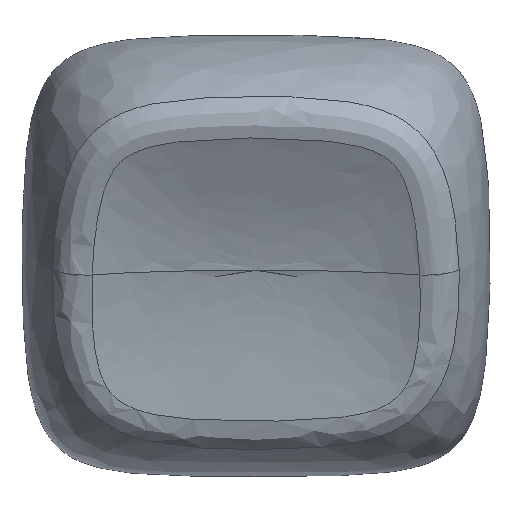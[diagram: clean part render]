
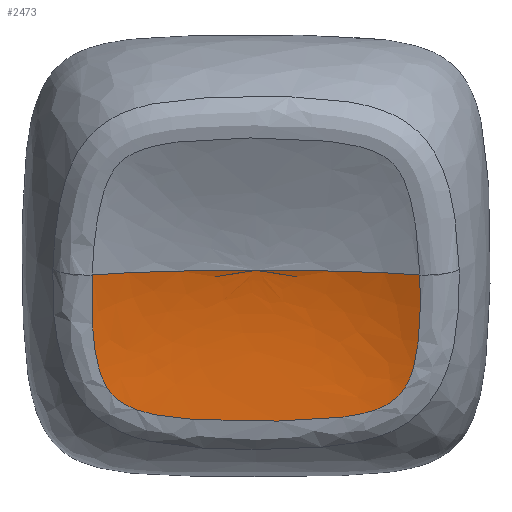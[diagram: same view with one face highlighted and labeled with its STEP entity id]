
A CAD part, top view. The second image highlights one B-rep face of the part: STEP entity #2473.
In plain terms, the highlighted free-form (B-spline) face has degree [3, 3] with [10, 5] control points.
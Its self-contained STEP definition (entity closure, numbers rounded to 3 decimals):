
#15=(
BOUNDED_CURVE()
B_SPLINE_CURVE(5,(#10933,#10934,#10935,#10936,#10937,#10938,#10939,#10940,
#10941),.UNSPECIFIED.,.F.,.F.)
B_SPLINE_CURVE_WITH_KNOTS((6,1,1,1,6),(0.221,0.4,0.6,0.8,1.),
 .UNSPECIFIED.)
CURVE()
GEOMETRIC_REPRESENTATION_ITEM()
RATIONAL_B_SPLINE_CURVE((1.,1.,1.,1.,1.,1.,1.,1.,1.))
REPRESENTATION_ITEM('')
);
#16=(
BOUNDED_CURVE()
B_SPLINE_CURVE(5,(#10942,#10943,#10944,#10945,#10946,#10947,#10948,#10949,
#10950),.UNSPECIFIED.,.F.,.F.)
B_SPLINE_CURVE_WITH_KNOTS((6,1,1,1,6),(0.221,0.4,0.6,0.8,1.),
 .UNSPECIFIED.)
CURVE()
GEOMETRIC_REPRESENTATION_ITEM()
RATIONAL_B_SPLINE_CURVE((1.,1.,1.,1.,1.,1.,1.,1.,1.))
REPRESENTATION_ITEM('')
);
#290=FACE_OUTER_BOUND('',#433,.T.);
#433=EDGE_LOOP('',(#2214,#2215,#2216));
#776=B_SPLINE_CURVE_WITH_KNOTS('',3,(#10424,#10425,#10426,#10427,#10428,
#10429,#10430,#10431,#10432,#10433,#10434,#10435,#10436,#10437,#10438,#10439,
#10440,#10441,#10442,#10443,#10444,#10445,#10446),.UNSPECIFIED.,.F.,.F.,
(4,2,1,1,1,1,1,1,1,2,1,1,1,1,1,1,2,4),(-2.157,-2.152,
-2.018,-1.883,-1.749,-1.682,
-1.615,-1.481,-1.347,-1.078,
-0.81,-0.676,-0.542,-0.475,
-0.408,-0.273,-0.005,0.),
 .UNSPECIFIED.);
#1032=VERTEX_POINT('',#10382);
#1038=VERTEX_POINT('',#10422);
#1041=VERTEX_POINT('',#10932);
#1428=EDGE_CURVE('',#1038,#1032,#776,.T.);
#1434=EDGE_CURVE('',#1038,#1041,#15,.T.);
#1435=EDGE_CURVE('',#1032,#1041,#16,.T.);
#2214=ORIENTED_EDGE('',*,*,#1428,.F.);
#2215=ORIENTED_EDGE('',*,*,#1434,.T.);
#2216=ORIENTED_EDGE('',*,*,#1435,.F.);
#2333=B_SPLINE_SURFACE_WITH_KNOTS('',3,3,((#10882,#10883,#10884,#10885,
#10886),(#10887,#10888,#10889,#10890,#10891),(#10892,#10893,#10894,#10895,
#10896),(#10897,#10898,#10899,#10900,#10901),(#10902,#10903,#10904,#10905,
#10906),(#10907,#10908,#10909,#10910,#10911),(#10912,#10913,#10914,#10915,
#10916),(#10917,#10918,#10919,#10920,#10921),(#10922,#10923,#10924,#10925,
#10926),(#10927,#10928,#10929,#10930,#10931)),.UNSPECIFIED.,.F.,.F.,.F.,
(4,1,1,1,1,1,1,4),(4,1,4),(0.,0.143,0.286,0.429,
0.571,0.714,0.857,1.),(0.095,
0.483,1.),.UNSPECIFIED.);
#2473=ADVANCED_FACE('',(#290),#2333,.F.);
#10382=CARTESIAN_POINT('',(-6.123,-0.726,7.008));
#10422=CARTESIAN_POINT('',(6.123,-0.726,7.008));
#10424=CARTESIAN_POINT('Ctrl Pts',(6.123,-0.726,
7.008));
#10425=CARTESIAN_POINT('Ctrl Pts',(6.123,-0.742,7.004));
#10426=CARTESIAN_POINT('Ctrl Pts',(6.124,-0.758,
7.));
#10427=CARTESIAN_POINT('Ctrl Pts',(6.14,-1.196,6.888));
#10428=CARTESIAN_POINT('Ctrl Pts',(6.149,-2.048,6.677));
#10429=CARTESIAN_POINT('Ctrl Pts',(6.076,-3.301,6.386));
#10430=CARTESIAN_POINT('Ctrl Pts',(5.891,-4.315,6.174));
#10431=CARTESIAN_POINT('Ctrl Pts',(5.532,-5.037,6.024));
#10432=CARTESIAN_POINT('Ctrl Pts',(4.958,-5.61,5.892));
#10433=CARTESIAN_POINT('Ctrl Pts',(3.958,-5.953,5.795));
#10434=CARTESIAN_POINT('Ctrl Pts',(2.226,-6.163,5.733));
#10435=CARTESIAN_POINT('Ctrl Pts',(0.89,-6.187,
5.726));
#10436=CARTESIAN_POINT('Ctrl Pts',(-0.891,-6.187,
5.726));
#10437=CARTESIAN_POINT('Ctrl Pts',(-2.226,-6.162,
5.733));
#10438=CARTESIAN_POINT('Ctrl Pts',(-3.96,-5.953,
5.795));
#10439=CARTESIAN_POINT('Ctrl Pts',(-4.961,-5.608,
5.893));
#10440=CARTESIAN_POINT('Ctrl Pts',(-5.533,-5.036,
6.025));
#10441=CARTESIAN_POINT('Ctrl Pts',(-5.892,-4.313,
6.175));
#10442=CARTESIAN_POINT('Ctrl Pts',(-6.146,-2.895,
6.47));
#10443=CARTESIAN_POINT('Ctrl Pts',(-6.156,-1.618,
6.781));
#10444=CARTESIAN_POINT('Ctrl Pts',(-6.124,-0.758,
7.));
#10445=CARTESIAN_POINT('Ctrl Pts',(-6.123,-0.742,
7.004));
#10446=CARTESIAN_POINT('Ctrl Pts',(-6.123,-0.726,
7.008));
#10882=CARTESIAN_POINT('Ctrl Pts',(6.649,-0.773,7.185));
#10883=CARTESIAN_POINT('Ctrl Pts',(6.146,-0.723,
6.999));
#10884=CARTESIAN_POINT('Ctrl Pts',(4.774,-0.615,
6.594));
#10885=CARTESIAN_POINT('Ctrl Pts',(2.294,-0.552,6.359));
#10886=CARTESIAN_POINT('Ctrl Pts',(0.,-0.552,
6.359));
#10887=CARTESIAN_POINT('Ctrl Pts',(6.649,-1.916,6.879));
#10888=CARTESIAN_POINT('Ctrl Pts',(6.146,-1.702,6.736));
#10889=CARTESIAN_POINT('Ctrl Pts',(4.774,-1.213,6.433));
#10890=CARTESIAN_POINT('Ctrl Pts',(2.294,-0.769,
6.3));
#10891=CARTESIAN_POINT('Ctrl Pts',(0.,-0.552,
6.359));
#10892=CARTESIAN_POINT('Ctrl Pts',(6.43,-4.167,6.276));
#10893=CARTESIAN_POINT('Ctrl Pts',(5.946,-3.655,6.213));
#10894=CARTESIAN_POINT('Ctrl Pts',(4.539,-2.38,6.121));
#10895=CARTESIAN_POINT('Ctrl Pts',(2.106,-1.143,6.2));
#10896=CARTESIAN_POINT('Ctrl Pts',(0.,-0.552,
6.359));
#10897=CARTESIAN_POINT('Ctrl Pts',(5.041,-5.849,5.825));
#10898=CARTESIAN_POINT('Ctrl Pts',(4.666,-5.074,5.833));
#10899=CARTESIAN_POINT('Ctrl Pts',(3.402,-3.273,5.881));
#10900=CARTESIAN_POINT('Ctrl Pts',(1.424,-1.516,6.1));
#10901=CARTESIAN_POINT('Ctrl Pts',(0.,-0.552,
6.359));
#10902=CARTESIAN_POINT('Ctrl Pts',(2.036,-6.245,5.719));
#10903=CARTESIAN_POINT('Ctrl Pts',(1.886,-5.371,5.753));
#10904=CARTESIAN_POINT('Ctrl Pts',(1.323,-3.506,5.819));
#10905=CARTESIAN_POINT('Ctrl Pts',(0.501,-1.703,
6.05));
#10906=CARTESIAN_POINT('Ctrl Pts',(0.,-0.552,
6.359));
#10907=CARTESIAN_POINT('Ctrl Pts',(-2.041,-6.244,
5.719));
#10908=CARTESIAN_POINT('Ctrl Pts',(-1.891,-5.37,
5.753));
#10909=CARTESIAN_POINT('Ctrl Pts',(-1.326,-3.505,5.819));
#10910=CARTESIAN_POINT('Ctrl Pts',(-0.501,-1.703,
6.05));
#10911=CARTESIAN_POINT('Ctrl Pts',(0.,-0.552,
6.359));
#10912=CARTESIAN_POINT('Ctrl Pts',(-5.036,-5.848,
5.825));
#10913=CARTESIAN_POINT('Ctrl Pts',(-4.662,-5.073,
5.833));
#10914=CARTESIAN_POINT('Ctrl Pts',(-3.4,-3.272,
5.882));
#10915=CARTESIAN_POINT('Ctrl Pts',(-1.424,-1.516,
6.1));
#10916=CARTESIAN_POINT('Ctrl Pts',(0.,-0.552,
6.359));
#10917=CARTESIAN_POINT('Ctrl Pts',(-6.43,-4.167,
6.275));
#10918=CARTESIAN_POINT('Ctrl Pts',(-5.945,-3.655,
6.213));
#10919=CARTESIAN_POINT('Ctrl Pts',(-4.539,-2.38,
6.121));
#10920=CARTESIAN_POINT('Ctrl Pts',(-2.106,-1.143,6.2));
#10921=CARTESIAN_POINT('Ctrl Pts',(0.,-0.552,
6.359));
#10922=CARTESIAN_POINT('Ctrl Pts',(-6.649,-1.916,
6.879));
#10923=CARTESIAN_POINT('Ctrl Pts',(-6.146,-1.702,
6.736));
#10924=CARTESIAN_POINT('Ctrl Pts',(-4.774,-1.213,
6.433));
#10925=CARTESIAN_POINT('Ctrl Pts',(-2.294,-0.769,
6.3));
#10926=CARTESIAN_POINT('Ctrl Pts',(0.,-0.552,
6.359));
#10927=CARTESIAN_POINT('Ctrl Pts',(-6.649,-0.773,
7.185));
#10928=CARTESIAN_POINT('Ctrl Pts',(-6.146,-0.723,
6.999));
#10929=CARTESIAN_POINT('Ctrl Pts',(-4.774,-0.615,
6.594));
#10930=CARTESIAN_POINT('Ctrl Pts',(-2.294,-0.552,
6.359));
#10931=CARTESIAN_POINT('Ctrl Pts',(0.,-0.552,
6.359));
#10932=CARTESIAN_POINT('',(0.,-0.552,6.359));
#10933=CARTESIAN_POINT('Ctrl Pts',(6.123,-0.726,
7.008));
#10934=CARTESIAN_POINT('Ctrl Pts',(5.963,-0.713,6.959));
#10935=CARTESIAN_POINT('Ctrl Pts',(5.61,-0.686,
6.859));
#10936=CARTESIAN_POINT('Ctrl Pts',(5.013,-0.647,
6.715));
#10937=CARTESIAN_POINT('Ctrl Pts',(4.06,-0.601,
6.543));
#10938=CARTESIAN_POINT('Ctrl Pts',(2.788,-0.568,
6.421));
#10939=CARTESIAN_POINT('Ctrl Pts',(1.523,-0.555,
6.37));
#10940=CARTESIAN_POINT('Ctrl Pts',(0.532,-0.552,
6.359));
#10941=CARTESIAN_POINT('Ctrl Pts',(0.,-0.552,
6.359));
#10942=CARTESIAN_POINT('Ctrl Pts',(-6.123,-0.726,
7.008));
#10943=CARTESIAN_POINT('Ctrl Pts',(-5.964,-0.713,
6.959));
#10944=CARTESIAN_POINT('Ctrl Pts',(-5.61,-0.686,
6.859));
#10945=CARTESIAN_POINT('Ctrl Pts',(-5.013,-0.647,
6.715));
#10946=CARTESIAN_POINT('Ctrl Pts',(-4.06,-0.601,
6.543));
#10947=CARTESIAN_POINT('Ctrl Pts',(-2.788,-0.568,
6.421));
#10948=CARTESIAN_POINT('Ctrl Pts',(-1.523,-0.555,
6.37));
#10949=CARTESIAN_POINT('Ctrl Pts',(-0.532,-0.552,
6.359));
#10950=CARTESIAN_POINT('Ctrl Pts',(0.,-0.552,
6.359));
